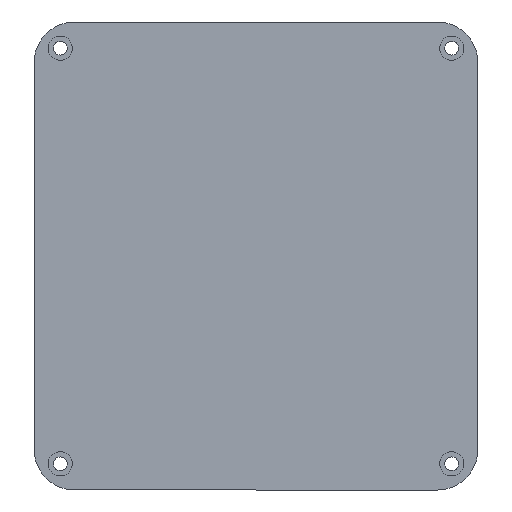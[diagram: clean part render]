
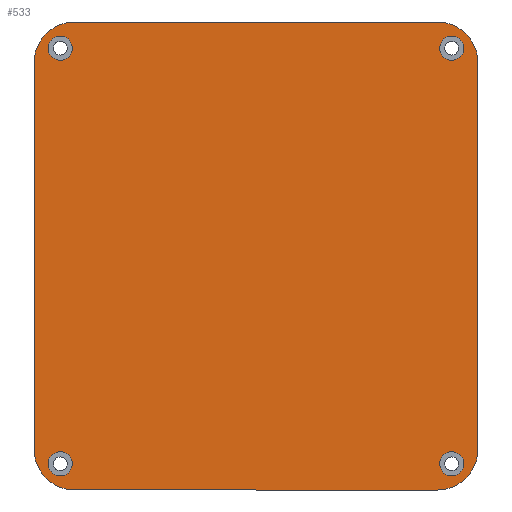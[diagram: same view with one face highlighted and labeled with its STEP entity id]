
A CAD part, front view. The second image highlights one B-rep face of the part: STEP entity #533.
In plain terms, the highlighted planar face has unit normal (0, -1, 0).
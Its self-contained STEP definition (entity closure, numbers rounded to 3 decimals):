
#15=FACE_BOUND('',#114,.T.);
#16=FACE_BOUND('',#115,.T.);
#17=FACE_BOUND('',#116,.T.);
#18=FACE_BOUND('',#117,.T.);
#28=CIRCLE('',#562,3.);
#30=CIRCLE('',#565,3.);
#32=CIRCLE('',#568,3.);
#34=CIRCLE('',#571,3.);
#35=CIRCLE('',#579,10.);
#37=CIRCLE('',#583,10.);
#39=CIRCLE('',#587,10.);
#41=CIRCLE('',#591,10.);
#83=FACE_OUTER_BOUND('',#113,.T.);
#113=EDGE_LOOP('',(#439,#440,#441,#442,#443,#444,#445,#446));
#114=EDGE_LOOP('',(#447));
#115=EDGE_LOOP('',(#448));
#116=EDGE_LOOP('',(#449));
#117=EDGE_LOOP('',(#450));
#150=LINE('',#821,#198);
#168=LINE('',#859,#216);
#172=LINE('',#871,#220);
#176=LINE('',#883,#224);
#198=VECTOR('',#660,10.);
#216=VECTOR('',#696,10.);
#220=VECTOR('',#708,10.);
#224=VECTOR('',#720,10.);
#242=VERTEX_POINT('',#797);
#244=VERTEX_POINT('',#803);
#246=VERTEX_POINT('',#809);
#248=VERTEX_POINT('',#815);
#249=VERTEX_POINT('',#819);
#250=VERTEX_POINT('',#820);
#259=VERTEX_POINT('',#852);
#261=VERTEX_POINT('',#858);
#263=VERTEX_POINT('',#864);
#265=VERTEX_POINT('',#870);
#267=VERTEX_POINT('',#876);
#269=VERTEX_POINT('',#882);
#292=EDGE_CURVE('',#242,#242,#28,.T.);
#295=EDGE_CURVE('',#244,#244,#30,.T.);
#298=EDGE_CURVE('',#246,#246,#32,.T.);
#301=EDGE_CURVE('',#248,#248,#34,.T.);
#302=EDGE_CURVE('',#249,#250,#150,.T.);
#319=EDGE_CURVE('',#259,#250,#35,.T.);
#322=EDGE_CURVE('',#259,#261,#168,.T.);
#325=EDGE_CURVE('',#263,#261,#37,.T.);
#328=EDGE_CURVE('',#263,#265,#172,.T.);
#331=EDGE_CURVE('',#267,#265,#39,.T.);
#334=EDGE_CURVE('',#267,#269,#176,.T.);
#337=EDGE_CURVE('',#249,#269,#41,.T.);
#439=ORIENTED_EDGE('',*,*,#337,.F.);
#440=ORIENTED_EDGE('',*,*,#302,.T.);
#441=ORIENTED_EDGE('',*,*,#319,.F.);
#442=ORIENTED_EDGE('',*,*,#322,.T.);
#443=ORIENTED_EDGE('',*,*,#325,.F.);
#444=ORIENTED_EDGE('',*,*,#328,.T.);
#445=ORIENTED_EDGE('',*,*,#331,.F.);
#446=ORIENTED_EDGE('',*,*,#334,.T.);
#447=ORIENTED_EDGE('',*,*,#301,.F.);
#448=ORIENTED_EDGE('',*,*,#295,.F.);
#449=ORIENTED_EDGE('',*,*,#292,.F.);
#450=ORIENTED_EDGE('',*,*,#298,.F.);
#507=PLANE('',#593);
#533=ADVANCED_FACE('',(#83,#15,#16,#17,#18),#507,.F.);
#562=AXIS2_PLACEMENT_3D('',#799,#635,#636);
#565=AXIS2_PLACEMENT_3D('',#805,#642,#643);
#568=AXIS2_PLACEMENT_3D('',#811,#649,#650);
#571=AXIS2_PLACEMENT_3D('',#817,#656,#657);
#579=AXIS2_PLACEMENT_3D('',#853,#689,#690);
#583=AXIS2_PLACEMENT_3D('',#865,#701,#702);
#587=AXIS2_PLACEMENT_3D('',#877,#713,#714);
#591=AXIS2_PLACEMENT_3D('',#888,#725,#726);
#593=AXIS2_PLACEMENT_3D('',#890,#729,#730);
#635=DIRECTION('center_axis',(0.,-1.,0.));
#636=DIRECTION('ref_axis',(1.,0.,0.));
#642=DIRECTION('center_axis',(0.,-1.,0.));
#643=DIRECTION('ref_axis',(1.,0.,0.));
#649=DIRECTION('center_axis',(0.,-1.,0.));
#650=DIRECTION('ref_axis',(1.,0.,0.));
#656=DIRECTION('center_axis',(0.,-1.,0.));
#657=DIRECTION('ref_axis',(1.,0.,0.));
#660=DIRECTION('',(-1.,0.,0.));
#689=DIRECTION('center_axis',(0.,1.,0.));
#690=DIRECTION('ref_axis',(-1.,0.,0.));
#696=DIRECTION('',(0.,0.,-1.));
#701=DIRECTION('center_axis',(0.,1.,0.));
#702=DIRECTION('ref_axis',(0.,0.,-1.));
#708=DIRECTION('',(1.,0.,0.));
#713=DIRECTION('center_axis',(0.,1.,0.));
#714=DIRECTION('ref_axis',(1.,0.,0.));
#720=DIRECTION('',(0.,0.,1.));
#725=DIRECTION('center_axis',(0.,1.,0.));
#726=DIRECTION('ref_axis',(0.,0.,1.));
#729=DIRECTION('center_axis',(0.,1.,0.));
#730=DIRECTION('ref_axis',(1.,0.,0.));
#797=CARTESIAN_POINT('',(3.5,0.,109.5));
#799=CARTESIAN_POINT('Origin',(6.5,0.,109.5));
#803=CARTESIAN_POINT('',(100.5,0.,109.5));
#805=CARTESIAN_POINT('Origin',(103.5,0.,109.5));
#809=CARTESIAN_POINT('',(100.5,0.,6.5));
#811=CARTESIAN_POINT('Origin',(103.5,0.,6.5));
#815=CARTESIAN_POINT('',(3.5,0.,6.5));
#817=CARTESIAN_POINT('Origin',(6.5,0.,6.5));
#819=CARTESIAN_POINT('',(100.,0.,116.));
#820=CARTESIAN_POINT('',(10.,0.,116.));
#821=CARTESIAN_POINT('',(100.,0.,116.));
#852=CARTESIAN_POINT('',(0.,0.,106.));
#853=CARTESIAN_POINT('Origin',(10.,0.,106.));
#858=CARTESIAN_POINT('',(0.,0.,10.));
#859=CARTESIAN_POINT('',(0.,0.,106.));
#864=CARTESIAN_POINT('',(10.,0.,0.));
#865=CARTESIAN_POINT('Origin',(10.,0.,10.));
#870=CARTESIAN_POINT('',(100.,0.,0.));
#871=CARTESIAN_POINT('',(10.,0.,0.));
#876=CARTESIAN_POINT('',(110.,0.,10.));
#877=CARTESIAN_POINT('Origin',(100.,0.,10.));
#882=CARTESIAN_POINT('',(110.,0.,106.));
#883=CARTESIAN_POINT('',(110.,0.,10.));
#888=CARTESIAN_POINT('Origin',(100.,0.,106.));
#890=CARTESIAN_POINT('Origin',(55.,0.,58.));
